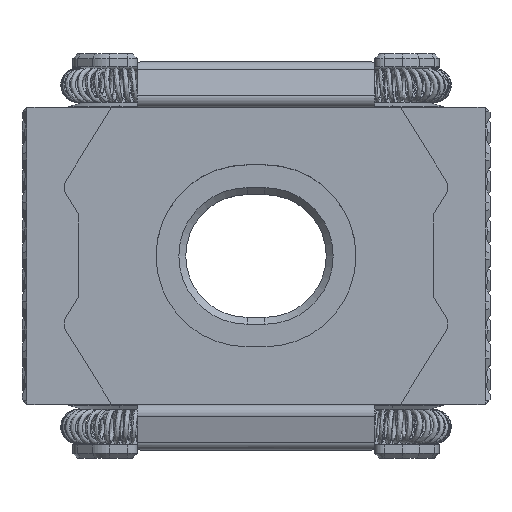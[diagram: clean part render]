
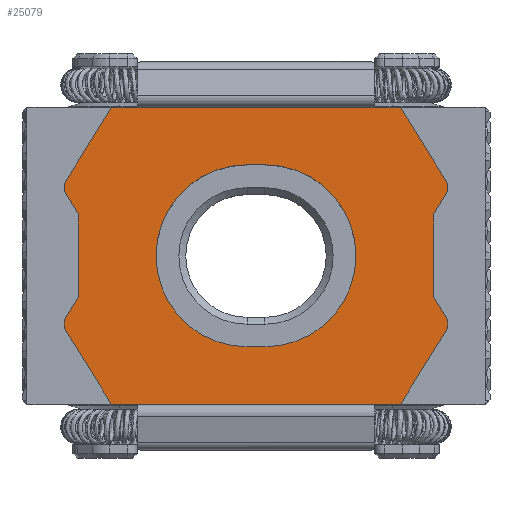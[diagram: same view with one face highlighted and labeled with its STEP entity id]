
A CAD part, top view. The second image highlights one B-rep face of the part: STEP entity #25079.
In plain terms, the highlighted planar face has unit normal (0, 0, 1).
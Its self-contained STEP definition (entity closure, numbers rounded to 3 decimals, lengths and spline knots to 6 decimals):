
#370=FACE_BOUND('',#3327,.T.);
#545=CIRCLE('',#26633,0.0092);
#546=CIRCLE('',#26634,0.0092);
#1848=FACE_OUTER_BOUND('',#3326,.T.);
#3326=EDGE_LOOP('',(#21207,#21208,#21209,#21210,#21211,#21212,#21213,#21214,
#21215,#21216,#21217,#21218,#21219,#21220,#21221,#21222));
#3327=EDGE_LOOP('',(#21223,#21224,#21225,#21226));
#6330=LINE('',#110679,#9352);
#6331=LINE('',#110681,#9353);
#6332=LINE('',#110683,#9354);
#6333=LINE('',#110685,#9355);
#6334=LINE('',#110687,#9356);
#6335=LINE('',#110689,#9357);
#6336=LINE('',#110691,#9358);
#6337=LINE('',#110693,#9359);
#6338=LINE('',#110695,#9360);
#6339=LINE('',#110697,#9361);
#6340=LINE('',#110699,#9362);
#6341=LINE('',#110701,#9363);
#6342=LINE('',#110703,#9364);
#6343=LINE('',#110705,#9365);
#6344=LINE('',#110707,#9366);
#6345=LINE('',#110708,#9367);
#6346=LINE('',#110711,#9368);
#6347=LINE('',#110715,#9369);
#9352=VECTOR('',#32651,0.002632);
#9353=VECTOR('',#32652,0.000866);
#9354=VECTOR('',#32653,0.009017);
#9355=VECTOR('',#32654,0.029226);
#9356=VECTOR('',#32655,0.009017);
#9357=VECTOR('',#32656,0.000866);
#9358=VECTOR('',#32657,0.002632);
#9359=VECTOR('',#32658,0.008454);
#9360=VECTOR('',#32659,0.002632);
#9361=VECTOR('',#32660,0.000866);
#9362=VECTOR('',#32661,0.009017);
#9363=VECTOR('',#32662,0.029226);
#9364=VECTOR('',#32663,0.009017);
#9365=VECTOR('',#32664,0.000866);
#9366=VECTOR('',#32665,0.002632);
#9367=VECTOR('',#32666,0.008454);
#9368=VECTOR('',#32667,0.0018);
#9369=VECTOR('',#32670,0.0018);
#11484=VERTEX_POINT('',#110677);
#11485=VERTEX_POINT('',#110678);
#11486=VERTEX_POINT('',#110680);
#11487=VERTEX_POINT('',#110682);
#11488=VERTEX_POINT('',#110684);
#11489=VERTEX_POINT('',#110686);
#11490=VERTEX_POINT('',#110688);
#11491=VERTEX_POINT('',#110690);
#11492=VERTEX_POINT('',#110692);
#11493=VERTEX_POINT('',#110694);
#11494=VERTEX_POINT('',#110696);
#11495=VERTEX_POINT('',#110698);
#11496=VERTEX_POINT('',#110700);
#11497=VERTEX_POINT('',#110702);
#11498=VERTEX_POINT('',#110704);
#11499=VERTEX_POINT('',#110706);
#11500=VERTEX_POINT('',#110709);
#11501=VERTEX_POINT('',#110710);
#11502=VERTEX_POINT('',#110712);
#11503=VERTEX_POINT('',#110714);
#14733=EDGE_CURVE('',#11484,#11485,#6330,.T.);
#14734=EDGE_CURVE('',#11484,#11486,#6331,.F.);
#14735=EDGE_CURVE('',#11487,#11486,#6332,.T.);
#14736=EDGE_CURVE('',#11487,#11488,#6333,.T.);
#14737=EDGE_CURVE('',#11488,#11489,#6334,.T.);
#14738=EDGE_CURVE('',#11489,#11490,#6335,.F.);
#14739=EDGE_CURVE('',#11490,#11491,#6336,.T.);
#14740=EDGE_CURVE('',#11492,#11491,#6337,.T.);
#14741=EDGE_CURVE('',#11492,#11493,#6338,.T.);
#14742=EDGE_CURVE('',#11493,#11494,#6339,.F.);
#14743=EDGE_CURVE('',#11494,#11495,#6340,.T.);
#14744=EDGE_CURVE('',#11496,#11495,#6341,.T.);
#14745=EDGE_CURVE('',#11497,#11496,#6342,.T.);
#14746=EDGE_CURVE('',#11497,#11498,#6343,.F.);
#14747=EDGE_CURVE('',#11499,#11498,#6344,.T.);
#14748=EDGE_CURVE('',#11499,#11485,#6345,.T.);
#14749=EDGE_CURVE('',#11500,#11501,#6346,.T.);
#14750=EDGE_CURVE('',#11501,#11502,#545,.T.);
#14751=EDGE_CURVE('',#11502,#11503,#6347,.T.);
#14752=EDGE_CURVE('',#11503,#11500,#546,.T.);
#21207=ORIENTED_EDGE('',*,*,#14733,.F.);
#21208=ORIENTED_EDGE('',*,*,#14734,.T.);
#21209=ORIENTED_EDGE('',*,*,#14735,.F.);
#21210=ORIENTED_EDGE('',*,*,#14736,.T.);
#21211=ORIENTED_EDGE('',*,*,#14737,.T.);
#21212=ORIENTED_EDGE('',*,*,#14738,.T.);
#21213=ORIENTED_EDGE('',*,*,#14739,.T.);
#21214=ORIENTED_EDGE('',*,*,#14740,.F.);
#21215=ORIENTED_EDGE('',*,*,#14741,.T.);
#21216=ORIENTED_EDGE('',*,*,#14742,.T.);
#21217=ORIENTED_EDGE('',*,*,#14743,.T.);
#21218=ORIENTED_EDGE('',*,*,#14744,.F.);
#21219=ORIENTED_EDGE('',*,*,#14745,.F.);
#21220=ORIENTED_EDGE('',*,*,#14746,.T.);
#21221=ORIENTED_EDGE('',*,*,#14747,.F.);
#21222=ORIENTED_EDGE('',*,*,#14748,.T.);
#21223=ORIENTED_EDGE('',*,*,#14749,.T.);
#21224=ORIENTED_EDGE('',*,*,#14750,.T.);
#21225=ORIENTED_EDGE('',*,*,#14751,.T.);
#21226=ORIENTED_EDGE('',*,*,#14752,.T.);
#22521=PLANE('',#26632);
#25079=ADVANCED_FACE('',(#1848,#370),#22521,.T.);
#26632=AXIS2_PLACEMENT_3D('',#110676,#32649,#32650);
#26633=AXIS2_PLACEMENT_3D('',#110713,#32668,#32669);
#26634=AXIS2_PLACEMENT_3D('',#110716,#32671,#32672);
#32649=DIRECTION('center_axis',(0.,0.,1.));
#32650=DIRECTION('ref_axis',(1.,0.,0.));
#32651=DIRECTION('',(-0.526,-0.851,0.));
#32652=DIRECTION('',(0.,-1.,0.));
#32653=DIRECTION('',(0.526,-0.851,0.));
#32654=DIRECTION('',(-1.,0.,0.));
#32655=DIRECTION('',(-0.526,-0.851,0.));
#32656=DIRECTION('',(0.,1.,0.));
#32657=DIRECTION('',(0.526,-0.851,0.));
#32658=DIRECTION('',(0.,1.,0.));
#32659=DIRECTION('',(-0.526,-0.851,0.));
#32660=DIRECTION('',(0.,1.,0.));
#32661=DIRECTION('',(0.526,-0.851,0.));
#32662=DIRECTION('',(-1.,0.,0.));
#32663=DIRECTION('',(-0.526,-0.851,0.));
#32664=DIRECTION('',(0.,-1.,0.));
#32665=DIRECTION('',(0.526,-0.851,0.));
#32666=DIRECTION('',(0.,1.,0.));
#32667=DIRECTION('',(-1.,0.,0.));
#32668=DIRECTION('center_axis',(0.,0.,-1.));
#32669=DIRECTION('ref_axis',(1.,0.,0.));
#32670=DIRECTION('',(1.,0.,0.));
#32671=DIRECTION('center_axis',(0.,0.,-1.));
#32672=DIRECTION('ref_axis',(-1.,0.,0.));
#110676=CARTESIAN_POINT('Origin',(0.,0.015,0.));
#110677=CARTESIAN_POINT('',(0.019356,0.006465,0.));
#110678=CARTESIAN_POINT('',(0.017972,0.004227,0.));
#110679=CARTESIAN_POINT('',(0.019356,0.006465,0.));
#110680=CARTESIAN_POINT('',(0.019356,0.007331,0.));
#110681=CARTESIAN_POINT('',(0.019356,0.007331,0.));
#110682=CARTESIAN_POINT('',(0.014613,0.015,0.));
#110683=CARTESIAN_POINT('',(0.014613,0.015,0.));
#110684=CARTESIAN_POINT('',(-0.014613,0.015,0.));
#110685=CARTESIAN_POINT('',(0.014613,0.015,0.));
#110686=CARTESIAN_POINT('',(-0.019356,0.007331,0.));
#110687=CARTESIAN_POINT('',(-0.014613,0.015,0.));
#110688=CARTESIAN_POINT('',(-0.019356,0.006465,0.));
#110689=CARTESIAN_POINT('',(-0.019356,0.006465,0.));
#110690=CARTESIAN_POINT('',(-0.017972,0.004227,0.));
#110691=CARTESIAN_POINT('',(-0.019356,0.006465,0.));
#110692=CARTESIAN_POINT('',(-0.017972,-0.004227,0.));
#110693=CARTESIAN_POINT('',(-0.017972,-0.004227,0.));
#110694=CARTESIAN_POINT('',(-0.019356,-0.006465,0.));
#110695=CARTESIAN_POINT('',(-0.017972,-0.004227,0.));
#110696=CARTESIAN_POINT('',(-0.019356,-0.007331,0.));
#110697=CARTESIAN_POINT('',(-0.019356,-0.007331,0.));
#110698=CARTESIAN_POINT('',(-0.014613,-0.015,0.));
#110699=CARTESIAN_POINT('',(-0.019356,-0.007331,0.));
#110700=CARTESIAN_POINT('',(0.014613,-0.015,0.));
#110701=CARTESIAN_POINT('',(0.014613,-0.015,0.));
#110702=CARTESIAN_POINT('',(0.019356,-0.007331,0.));
#110703=CARTESIAN_POINT('',(0.019356,-0.007331,0.));
#110704=CARTESIAN_POINT('',(0.019356,-0.006465,0.));
#110705=CARTESIAN_POINT('',(0.019356,-0.006465,0.));
#110706=CARTESIAN_POINT('',(0.017972,-0.004227,0.));
#110707=CARTESIAN_POINT('',(0.017972,-0.004227,0.));
#110708=CARTESIAN_POINT('',(0.017972,-0.004227,0.));
#110709=CARTESIAN_POINT('',(0.0009,-0.0092,0.));
#110710=CARTESIAN_POINT('',(-0.0009,-0.0092,0.));
#110711=CARTESIAN_POINT('',(0.0009,-0.0092,0.));
#110712=CARTESIAN_POINT('',(-0.0009,0.0092,0.));
#110713=CARTESIAN_POINT('Origin',(-0.0009,0.,0.));
#110714=CARTESIAN_POINT('',(0.0009,0.0092,0.));
#110715=CARTESIAN_POINT('',(-0.0009,0.0092,0.));
#110716=CARTESIAN_POINT('Origin',(0.0009,0.,0.));
